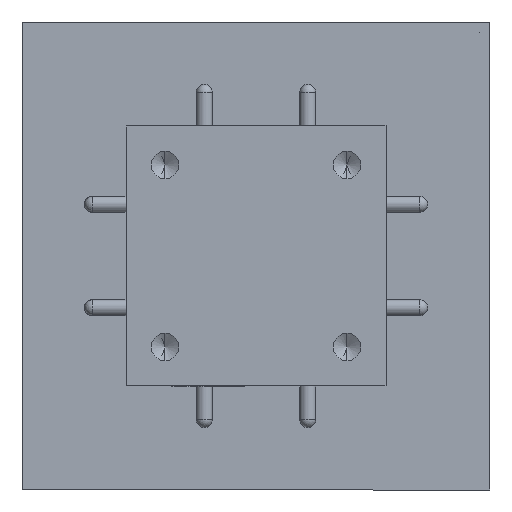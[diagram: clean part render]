
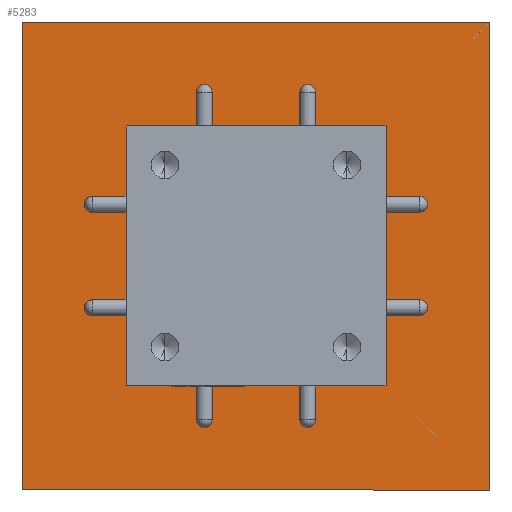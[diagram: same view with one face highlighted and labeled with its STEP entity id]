
A CAD part, front view. The second image highlights one B-rep face of the part: STEP entity #5283.
In plain terms, the highlighted planar face has unit normal (0, -1, 0).
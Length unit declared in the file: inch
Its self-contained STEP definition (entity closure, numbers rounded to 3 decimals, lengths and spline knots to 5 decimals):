
#3879 = VECTOR ( 'NONE', #75917, 39.37008 ) ;
#4107 = VECTOR ( 'NONE', #21855, 39.37008 ) ;
#5283 = ADVANCED_FACE ( 'NONE', ( #6480, #40558 ), #84725, .F. ) ;
#6480 = FACE_OUTER_BOUND ( 'NONE', #19852, .T. ) ;
#7427 = DIRECTION ( 'NONE',  ( 1., 0., 0. ) ) ;
#10176 = DIRECTION ( 'NONE',  ( 0., 0., -1. ) ) ;
#14379 = CARTESIAN_POINT ( 'NONE',  ( -0.9, 1., 0.9 ) ) ;
#16354 = AXIS2_PLACEMENT_3D ( 'NONE', #53983, #31154, #30136 ) ;
#17034 = LINE ( 'NONE', #48727, #40134 ) ;
#18450 = EDGE_LOOP ( 'NONE', ( #64223, #88960, #20240, #66757 ) ) ;
#19852 = EDGE_LOOP ( 'NONE', ( #37063, #88618, #87522, #70286 ) ) ;
#20240 = ORIENTED_EDGE ( 'NONE', *, *, #34070, .T. ) ;
#21855 = DIRECTION ( 'NONE',  ( 0., 0., 1. ) ) ;
#27325 = CARTESIAN_POINT ( 'NONE',  ( -0.9, 1., -0.9 ) ) ;
#30136 = DIRECTION ( 'NONE',  ( 0., 0., 1. ) ) ;
#30695 = DIRECTION ( 'NONE',  ( -1., 0., 0. ) ) ;
#31154 = DIRECTION ( 'NONE',  ( 0., 1., 0. ) ) ;
#32284 = CARTESIAN_POINT ( 'NONE',  ( -0.5, 1., -0.5 ) ) ;
#34070 = EDGE_CURVE ( 'NONE', #90254, #36663, #45167, .T. ) ;
#35963 = LINE ( 'NONE', #37133, #92259 ) ;
#36663 = VERTEX_POINT ( 'NONE', #97462 ) ;
#37063 = ORIENTED_EDGE ( 'NONE', *, *, #57156, .F. ) ;
#37133 = CARTESIAN_POINT ( 'NONE',  ( 0.5, 1., 0.5 ) ) ;
#40134 = VECTOR ( 'NONE', #10176, 39.37008 ) ;
#40558 = FACE_BOUND ( 'NONE', #18450, .T. ) ;
#42120 = LINE ( 'NONE', #68901, #48221 ) ;
#45167 = LINE ( 'NONE', #92068, #85450 ) ;
#46905 = CARTESIAN_POINT ( 'NONE',  ( 0.9, 1., -0.9 ) ) ;
#47784 = CARTESIAN_POINT ( 'NONE',  ( 0.5, 1., -0.5 ) ) ;
#47888 = VERTEX_POINT ( 'NONE', #65794 ) ;
#48221 = VECTOR ( 'NONE', #100308, 39.37008 ) ;
#48727 = CARTESIAN_POINT ( 'NONE',  ( 0.9, 1., 0.9 ) ) ;
#50606 = VERTEX_POINT ( 'NONE', #47784 ) ;
#52264 = VERTEX_POINT ( 'NONE', #27325 ) ;
#53983 = CARTESIAN_POINT ( 'NONE',  ( 0., 1., 0. ) ) ;
#53994 = EDGE_CURVE ( 'NONE', #47888, #65115, #42120, .T. ) ;
#57156 = EDGE_CURVE ( 'NONE', #52264, #47888, #67582, .T. ) ;
#60256 = CARTESIAN_POINT ( 'NONE',  ( -0.5, 1., 0.5 ) ) ;
#63899 = EDGE_CURVE ( 'NONE', #36663, #50606, #35963, .T. ) ;
#64223 = ORIENTED_EDGE ( 'NONE', *, *, #75038, .T. ) ;
#64671 = CARTESIAN_POINT ( 'NONE',  ( 0.9, 1., -0.9 ) ) ;
#65115 = VERTEX_POINT ( 'NONE', #95064 ) ;
#65794 = CARTESIAN_POINT ( 'NONE',  ( -0.9, 1., 0.9 ) ) ;
#66757 = ORIENTED_EDGE ( 'NONE', *, *, #63899, .T. ) ;
#67269 = DIRECTION ( 'NONE',  ( 0., 0., -1. ) ) ;
#67582 = LINE ( 'NONE', #14379, #4107 ) ;
#68287 = CARTESIAN_POINT ( 'NONE',  ( -0.5, 1., 0.5 ) ) ;
#68901 = CARTESIAN_POINT ( 'NONE',  ( 0.9, 1., 0.9 ) ) ;
#69913 = LINE ( 'NONE', #78112, #85772 ) ;
#70286 = ORIENTED_EDGE ( 'NONE', *, *, #53994, .F. ) ;
#73297 = VERTEX_POINT ( 'NONE', #64671 ) ;
#75038 = EDGE_CURVE ( 'NONE', #50606, #82207, #69913, .T. ) ;
#75917 = DIRECTION ( 'NONE',  ( 0., 0., 1. ) ) ;
#78112 = CARTESIAN_POINT ( 'NONE',  ( 0.5, 1., -0.5 ) ) ;
#82207 = VERTEX_POINT ( 'NONE', #32284 ) ;
#84725 = PLANE ( 'NONE',  #16354 ) ;
#84994 = LINE ( 'NONE', #46905, #97270 ) ;
#85450 = VECTOR ( 'NONE', #7427, 39.37008 ) ;
#85505 = EDGE_CURVE ( 'NONE', #65115, #73297, #17034, .T. ) ;
#85772 = VECTOR ( 'NONE', #30695, 39.37008 ) ;
#87522 = ORIENTED_EDGE ( 'NONE', *, *, #85505, .F. ) ;
#87891 = EDGE_CURVE ( 'NONE', #73297, #52264, #84994, .T. ) ;
#88618 = ORIENTED_EDGE ( 'NONE', *, *, #87891, .F. ) ;
#88960 = ORIENTED_EDGE ( 'NONE', *, *, #95137, .T. ) ;
#90254 = VERTEX_POINT ( 'NONE', #68287 ) ;
#92068 = CARTESIAN_POINT ( 'NONE',  ( 0.5, 1., 0.5 ) ) ;
#92259 = VECTOR ( 'NONE', #67269, 39.37008 ) ;
#94746 = DIRECTION ( 'NONE',  ( -1., 0., 0. ) ) ;
#95064 = CARTESIAN_POINT ( 'NONE',  ( 0.9, 1., 0.9 ) ) ;
#95137 = EDGE_CURVE ( 'NONE', #82207, #90254, #97911, .T. ) ;
#97270 = VECTOR ( 'NONE', #94746, 39.37008 ) ;
#97462 = CARTESIAN_POINT ( 'NONE',  ( 0.5, 1., 0.5 ) ) ;
#97911 = LINE ( 'NONE', #60256, #3879 ) ;
#100308 = DIRECTION ( 'NONE',  ( 1., 0., 0. ) ) ;
